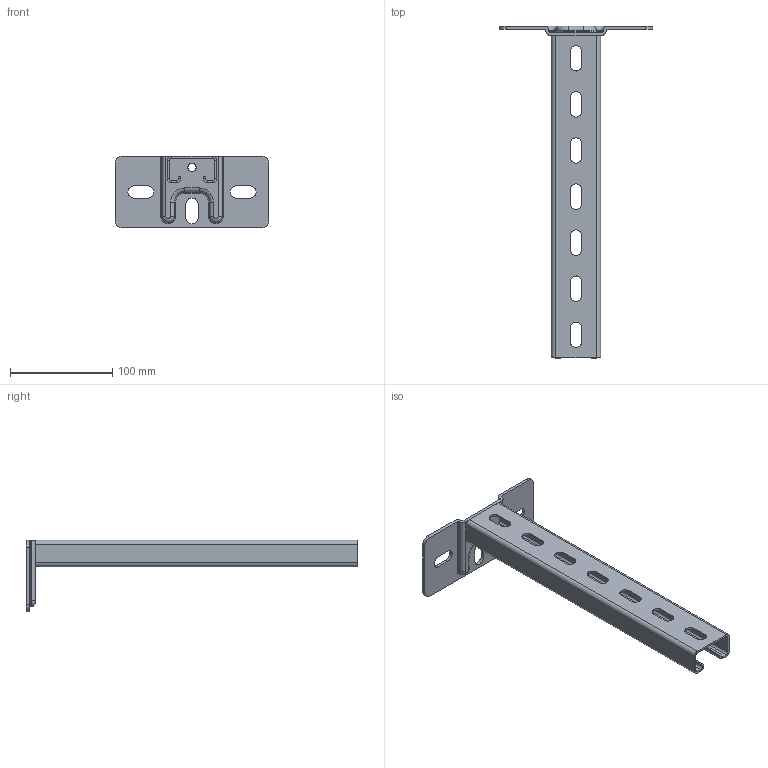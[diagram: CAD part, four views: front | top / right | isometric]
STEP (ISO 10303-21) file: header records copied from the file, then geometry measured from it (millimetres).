
FILE_DESCRIPTION (( 'STEP AP203' ), '1' );
FILE_NAME ('10-02-1493.STEP', '2013-05-02T11:56:14', ( 'asennus' ), ( '' ), 'SwSTEP 2.0', 'SolidWorks 2013', '' );
FILE_SCHEMA (( 'CONFIG_CONTROL_DESIGN' ));
Length unit declared in the file: millimetre
Products named in the file (1): 10-02-1493
Bounding box: 150 x 324 x 70 mm (x, y, z)
Volume: 102428.6 mm3; surface area: 96525.9 mm2
Topology: 2 solids, 2 shells, 171 faces, 421 edges, 254 vertices
Faces by surface type: plane 80, cylinder 75, torus 16
Entity records: 5120 total; most frequent: DIRECTION 931, CARTESIAN_POINT 847, ORIENTED_EDGE 842, EDGE_CURVE 421, AXIS2_PLACEMENT_3D 338, LINE 255, VECTOR 255, VERTEX_POINT 254
